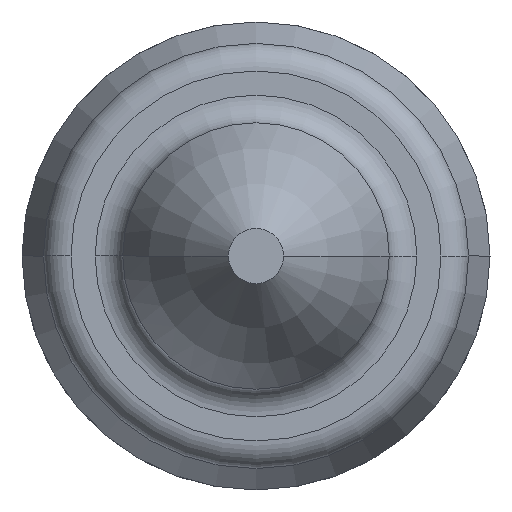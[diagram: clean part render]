
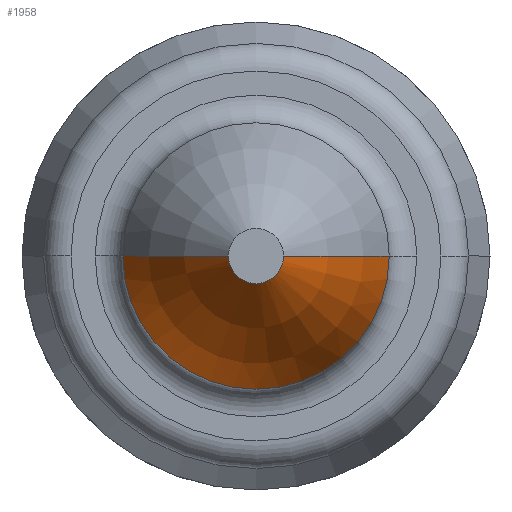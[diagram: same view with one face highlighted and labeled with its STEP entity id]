
A CAD part, front view. The second image highlights one B-rep face of the part: STEP entity #1958.
In plain terms, the highlighted toroidal (fillet/blend) face has major radius 0.607 mm and minor radius 0.889 mm.
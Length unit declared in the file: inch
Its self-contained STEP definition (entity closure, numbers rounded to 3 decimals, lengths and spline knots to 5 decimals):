
#6 = CARTESIAN_POINT ( 'NONE',  ( -0.0239, 0.06023, 0. ) ) ;
#174 = CARTESIAN_POINT ( 'NONE',  ( 0.00965, 0.07018, 0. ) ) ;
#202 = DIRECTION ( 'NONE',  ( 1., 0., 0. ) ) ;
#207 = ORIENTED_EDGE ( 'NONE', *, *, #1045, .F. ) ;
#361 = CIRCLE ( 'NONE', #1142, 0.035 ) ;
#426 = CARTESIAN_POINT ( 'NONE',  ( 0.002, 0.08376, 0. ) ) ;
#448 = EDGE_LOOP ( 'NONE', ( #1792, #1843, #1923, #207 ) ) ;
#649 = AXIS2_PLACEMENT_3D ( 'NONE', #2320, #1153, #2514 ) ;
#803 = DIRECTION ( 'NONE',  ( 0., 1., 0. ) ) ;
#969 = VERTEX_POINT ( 'NONE', #426 ) ;
#1045 = EDGE_CURVE ( 'NONE', #969, #2004, #2224, .T. ) ;
#1094 = TOROIDAL_SURFACE ( 'NONE', #1912, -0.0239, 0.035 ) ;
#1113 = DIRECTION ( 'NONE',  ( 0., 0., -1. ) ) ;
#1125 = CIRCLE ( 'NONE', #2251, 0.035 ) ;
#1142 = AXIS2_PLACEMENT_3D ( 'NONE', #6, #1369, #202 ) ;
#1153 = DIRECTION ( 'NONE',  ( 0., 1., 0. ) ) ;
#1166 = CARTESIAN_POINT ( 'NONE',  ( -0.002, 0.08376, 0. ) ) ;
#1316 = CARTESIAN_POINT ( 'NONE',  ( -0.00965, 0.07018, 0. ) ) ;
#1369 = DIRECTION ( 'NONE',  ( 0., 0., 1. ) ) ;
#1411 = CARTESIAN_POINT ( 'NONE',  ( 0., 0.08376, 0. ) ) ;
#1670 = AXIS2_PLACEMENT_3D ( 'NONE', #1411, #803, #1943 ) ;
#1730 = FACE_OUTER_BOUND ( 'NONE', #448, .T. ) ;
#1731 = CARTESIAN_POINT ( 'NONE',  ( 0., 0.06023, 0. ) ) ;
#1792 = ORIENTED_EDGE ( 'NONE', *, *, #2447, .F. ) ;
#1843 = ORIENTED_EDGE ( 'NONE', *, *, #2385, .T. ) ;
#1912 = AXIS2_PLACEMENT_3D ( 'NONE', #1731, #2114, #1929 ) ;
#1923 = ORIENTED_EDGE ( 'NONE', *, *, #2264, .T. ) ;
#1929 = DIRECTION ( 'NONE',  ( -1., 0., 0. ) ) ;
#1943 = DIRECTION ( 'NONE',  ( -1., 0., 0. ) ) ;
#1950 = VERTEX_POINT ( 'NONE', #174 ) ;
#1958 = ADVANCED_FACE ( 'NONE', ( #1730 ), #1094, .T. ) ;
#1979 = CIRCLE ( 'NONE', #649, 0.00965 ) ;
#2004 = VERTEX_POINT ( 'NONE', #1166 ) ;
#2114 = DIRECTION ( 'NONE',  ( 0., 1., 0. ) ) ;
#2224 = CIRCLE ( 'NONE', #1670, 0.002 ) ;
#2251 = AXIS2_PLACEMENT_3D ( 'NONE', #2274, #1113, #2471 ) ;
#2264 = EDGE_CURVE ( 'NONE', #2359, #2004, #1125, .T. ) ;
#2274 = CARTESIAN_POINT ( 'NONE',  ( 0.0239, 0.06023, 0. ) ) ;
#2320 = CARTESIAN_POINT ( 'NONE',  ( 0., 0.07018, 0. ) ) ;
#2359 = VERTEX_POINT ( 'NONE', #1316 ) ;
#2385 = EDGE_CURVE ( 'NONE', #1950, #2359, #1979, .T. ) ;
#2447 = EDGE_CURVE ( 'NONE', #1950, #969, #361, .T. ) ;
#2471 = DIRECTION ( 'NONE',  ( -1., 0., 0. ) ) ;
#2514 = DIRECTION ( 'NONE',  ( -1., 0., 0. ) ) ;
